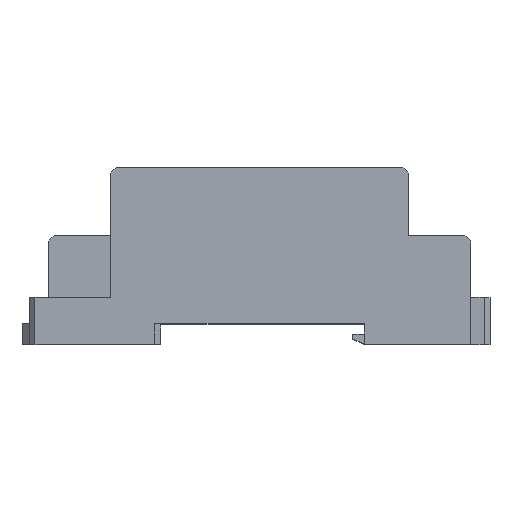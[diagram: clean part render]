
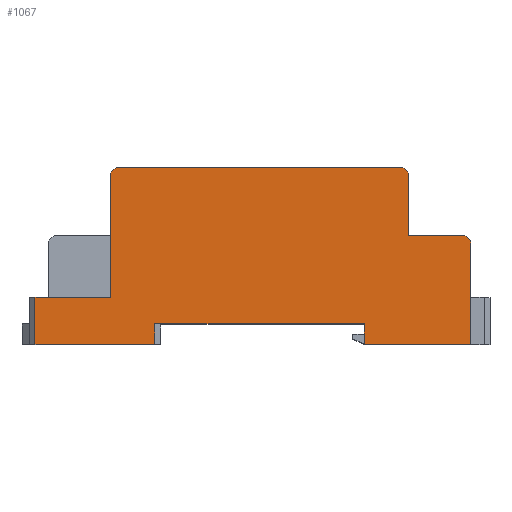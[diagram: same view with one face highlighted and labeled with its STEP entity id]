
A CAD part, top view. The second image highlights one B-rep face of the part: STEP entity #1067.
In plain terms, the highlighted planar face has unit normal (0, 0, 1).
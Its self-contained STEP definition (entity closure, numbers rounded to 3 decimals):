
#59 = CARTESIAN_POINT ( 'NONE',  ( -25.25, 29., 22.5 ) ) ;
#280 = VECTOR ( 'NONE', #2896, 1000. ) ;
#472 = EDGE_CURVE ( 'NONE', #1924, #12386, #10913, .T. ) ;
#813 = ORIENTED_EDGE ( 'NONE', *, *, #11308, .T. ) ;
#902 = LINE ( 'NONE', #12030, #24699 ) ;
#1067 = ADVANCED_FACE ( 'NONE', ( #12645 ), #7518, .T. ) ;
#1139 = VERTEX_POINT ( 'NONE', #3396 ) ;
#1403 = VECTOR ( 'NONE', #25847, 1000. ) ;
#1701 = DIRECTION ( 'NONE',  ( 0., -1., 0. ) ) ;
#1779 = EDGE_CURVE ( 'NONE', #2097, #16040, #6284, .T. ) ;
#1782 = CARTESIAN_POINT ( 'NONE',  ( -25.25, 30., 22.5 ) ) ;
#1924 = VERTEX_POINT ( 'NONE', #20613 ) ;
#2097 = VERTEX_POINT ( 'NONE', #7928 ) ;
#2459 = DIRECTION ( 'NONE',  ( -0.707, -0.707, 0. ) ) ;
#2557 = VECTOR ( 'NONE', #1701, 1000. ) ;
#2826 = LINE ( 'NONE', #10238, #1403 ) ;
#2896 = DIRECTION ( 'NONE',  ( 1., 0., 0. ) ) ;
#2987 = VECTOR ( 'NONE', #17253, 1000. ) ;
#3084 = CARTESIAN_POINT ( 'NONE',  ( 0., 0., 22.5 ) ) ;
#3224 = AXIS2_PLACEMENT_3D ( 'NONE', #3084, #5357, #20993 ) ;
#3237 = ORIENTED_EDGE ( 'NONE', *, *, #9791, .T. ) ;
#3396 = CARTESIAN_POINT ( 'NONE',  ( 24.25, 30., 22.5 ) ) ;
#4454 = CARTESIAN_POINT ( 'NONE',  ( -38., 8., 22.5 ) ) ;
#4721 = CARTESIAN_POINT ( 'NONE',  ( -27.125, 27.125, 22.5 ) ) ;
#4956 = VECTOR ( 'NONE', #10181, 1000. ) ;
#5357 = DIRECTION ( 'NONE',  ( 0., 0., 1. ) ) ;
#5755 = ORIENTED_EDGE ( 'NONE', *, *, #17755, .T. ) ;
#5875 = LINE ( 'NONE', #8371, #17096 ) ;
#6224 = CARTESIAN_POINT ( 'NONE',  ( 17.7, 3.5, 22.5 ) ) ;
#6278 = DIRECTION ( 'NONE',  ( -1., 0., 0. ) ) ;
#6284 = LINE ( 'NONE', #18551, #280 ) ;
#6433 = DIRECTION ( 'NONE',  ( 0., -1., 0. ) ) ;
#6490 = LINE ( 'NONE', #21800, #11030 ) ;
#6926 = CARTESIAN_POINT ( 'NONE',  ( 35.75, 0., 22.5 ) ) ;
#6989 = CARTESIAN_POINT ( 'NONE',  ( -25.25, 8., 22.5 ) ) ;
#7153 = EDGE_CURVE ( 'NONE', #10844, #18582, #20844, .T. ) ;
#7518 = PLANE ( 'NONE',  #3224 ) ;
#7928 = CARTESIAN_POINT ( 'NONE',  ( -38., 0., 22.5 ) ) ;
#8371 = CARTESIAN_POINT ( 'NONE',  ( 25.25, 30., 22.5 ) ) ;
#8441 = ORIENTED_EDGE ( 'NONE', *, *, #23275, .T. ) ;
#8800 = DIRECTION ( 'NONE',  ( 1., 0., 0. ) ) ;
#9740 = VECTOR ( 'NONE', #6278, 1000. ) ;
#9791 = EDGE_CURVE ( 'NONE', #25989, #20897, #21111, .T. ) ;
#9879 = EDGE_CURVE ( 'NONE', #15293, #25989, #19034, .T. ) ;
#9925 = VERTEX_POINT ( 'NONE', #4454 ) ;
#10124 = ORIENTED_EDGE ( 'NONE', *, *, #1779, .T. ) ;
#10181 = DIRECTION ( 'NONE',  ( 0., 1., 0. ) ) ;
#10238 = CARTESIAN_POINT ( 'NONE',  ( 35.75, 18.5, 22.5 ) ) ;
#10418 = LINE ( 'NONE', #24049, #9740 ) ;
#10468 = CARTESIAN_POINT ( 'NONE',  ( 26.625, 26.625, 22.5 ) ) ;
#10595 = DIRECTION ( 'NONE',  ( -1., 0., 0. ) ) ;
#10664 = DIRECTION ( 'NONE',  ( 1., 0., 0. ) ) ;
#10844 = VERTEX_POINT ( 'NONE', #20236 ) ;
#10913 = LINE ( 'NONE', #20415, #16900 ) ;
#11010 = CARTESIAN_POINT ( 'NONE',  ( 25.25, 29., 22.5 ) ) ;
#11030 = VECTOR ( 'NONE', #10664, 1000. ) ;
#11308 = EDGE_CURVE ( 'NONE', #9925, #2097, #11575, .T. ) ;
#11575 = LINE ( 'NONE', #26538, #28708 ) ;
#12030 = CARTESIAN_POINT ( 'NONE',  ( -17.7, 0., 22.5 ) ) ;
#12163 = EDGE_CURVE ( 'NONE', #12386, #1139, #15049, .T. ) ;
#12240 = ORIENTED_EDGE ( 'NONE', *, *, #12163, .T. ) ;
#12381 = VECTOR ( 'NONE', #8800, 1000. ) ;
#12386 = VERTEX_POINT ( 'NONE', #11010 ) ;
#12645 = FACE_OUTER_BOUND ( 'NONE', #25737, .T. ) ;
#12670 = ORIENTED_EDGE ( 'NONE', *, *, #22631, .T. ) ;
#12688 = CARTESIAN_POINT ( 'NONE',  ( -17.7, 0., 22.5 ) ) ;
#12729 = CARTESIAN_POINT ( 'NONE',  ( 34.75, 18.5, 22.5 ) ) ;
#13307 = ORIENTED_EDGE ( 'NONE', *, *, #9879, .T. ) ;
#14215 = CARTESIAN_POINT ( 'NONE',  ( 17.7, 0., 22.5 ) ) ;
#14480 = DIRECTION ( 'NONE',  ( -0.707, 0.707, 0. ) ) ;
#14837 = ORIENTED_EDGE ( 'NONE', *, *, #24183, .T. ) ;
#15049 = LINE ( 'NONE', #21185, #26192 ) ;
#15100 = VECTOR ( 'NONE', #26330, 1000. ) ;
#15293 = VERTEX_POINT ( 'NONE', #16493 ) ;
#15868 = ORIENTED_EDGE ( 'NONE', *, *, #22669, .T. ) ;
#16040 = VERTEX_POINT ( 'NONE', #12688 ) ;
#16493 = CARTESIAN_POINT ( 'NONE',  ( -17.7, 3.5, 22.5 ) ) ;
#16900 = VECTOR ( 'NONE', #22633, 1000. ) ;
#17031 = EDGE_CURVE ( 'NONE', #18723, #10844, #28759, .T. ) ;
#17096 = VECTOR ( 'NONE', #10595, 1000. ) ;
#17253 = DIRECTION ( 'NONE',  ( -0.707, 0.707, 0. ) ) ;
#17596 = EDGE_CURVE ( 'NONE', #18582, #1924, #2826, .T. ) ;
#17755 = EDGE_CURVE ( 'NONE', #28578, #19262, #26934, .T. ) ;
#18551 = CARTESIAN_POINT ( 'NONE',  ( -39., 0., 22.5 ) ) ;
#18582 = VERTEX_POINT ( 'NONE', #12729 ) ;
#18723 = VERTEX_POINT ( 'NONE', #6926 ) ;
#18745 = VECTOR ( 'NONE', #2459, 1000. ) ;
#19034 = LINE ( 'NONE', #19919, #12381 ) ;
#19262 = VERTEX_POINT ( 'NONE', #6989 ) ;
#19919 = CARTESIAN_POINT ( 'NONE',  ( -17.7, 3.5, 22.5 ) ) ;
#20236 = CARTESIAN_POINT ( 'NONE',  ( 35.75, 17.5, 22.5 ) ) ;
#20415 = CARTESIAN_POINT ( 'NONE',  ( 25.25, 18.5, 22.5 ) ) ;
#20613 = CARTESIAN_POINT ( 'NONE',  ( 25.25, 18.5, 22.5 ) ) ;
#20844 = LINE ( 'NONE', #10468, #2987 ) ;
#20897 = VERTEX_POINT ( 'NONE', #14215 ) ;
#20993 = DIRECTION ( 'NONE',  ( 1., 0., 0. ) ) ;
#21111 = LINE ( 'NONE', #6224, #2557 ) ;
#21185 = CARTESIAN_POINT ( 'NONE',  ( 27.125, 27.125, 22.5 ) ) ;
#21432 = ORIENTED_EDGE ( 'NONE', *, *, #17031, .T. ) ;
#21539 = EDGE_CURVE ( 'NONE', #20897, #18723, #6490, .T. ) ;
#21725 = CARTESIAN_POINT ( 'NONE',  ( 17.7, 3.5, 22.5 ) ) ;
#21800 = CARTESIAN_POINT ( 'NONE',  ( 17.7, 0., 22.5 ) ) ;
#21845 = ORIENTED_EDGE ( 'NONE', *, *, #7153, .T. ) ;
#22631 = EDGE_CURVE ( 'NONE', #1139, #28883, #5875, .T. ) ;
#22633 = DIRECTION ( 'NONE',  ( 0., 1., 0. ) ) ;
#22669 = EDGE_CURVE ( 'NONE', #19262, #9925, #10418, .T. ) ;
#23209 = ORIENTED_EDGE ( 'NONE', *, *, #17596, .T. ) ;
#23275 = EDGE_CURVE ( 'NONE', #16040, #15293, #902, .T. ) ;
#24049 = CARTESIAN_POINT ( 'NONE',  ( -35.75, 8., 22.5 ) ) ;
#24183 = EDGE_CURVE ( 'NONE', #28883, #28578, #24640, .T. ) ;
#24640 = LINE ( 'NONE', #4721, #18745 ) ;
#24699 = VECTOR ( 'NONE', #27626, 1000. ) ;
#25737 = EDGE_LOOP ( 'NONE', ( #15868, #813, #10124, #8441, #13307, #3237, #26091, #21432, #21845, #23209, #26209, #12240, #12670, #14837, #5755 ) ) ;
#25847 = DIRECTION ( 'NONE',  ( -1., 0., 0. ) ) ;
#25989 = VERTEX_POINT ( 'NONE', #21725 ) ;
#26091 = ORIENTED_EDGE ( 'NONE', *, *, #21539, .T. ) ;
#26192 = VECTOR ( 'NONE', #14480, 1000. ) ;
#26209 = ORIENTED_EDGE ( 'NONE', *, *, #472, .T. ) ;
#26330 = DIRECTION ( 'NONE',  ( 0., -1., 0. ) ) ;
#26538 = CARTESIAN_POINT ( 'NONE',  ( -38., 0., 22.5 ) ) ;
#26934 = LINE ( 'NONE', #1782, #15100 ) ;
#27626 = DIRECTION ( 'NONE',  ( 0., 1., 0. ) ) ;
#28051 = CARTESIAN_POINT ( 'NONE',  ( 35.75, 18.5, 22.5 ) ) ;
#28224 = CARTESIAN_POINT ( 'NONE',  ( -24.25, 30., 22.5 ) ) ;
#28578 = VERTEX_POINT ( 'NONE', #59 ) ;
#28708 = VECTOR ( 'NONE', #6433, 1000. ) ;
#28759 = LINE ( 'NONE', #28051, #4956 ) ;
#28883 = VERTEX_POINT ( 'NONE', #28224 ) ;
